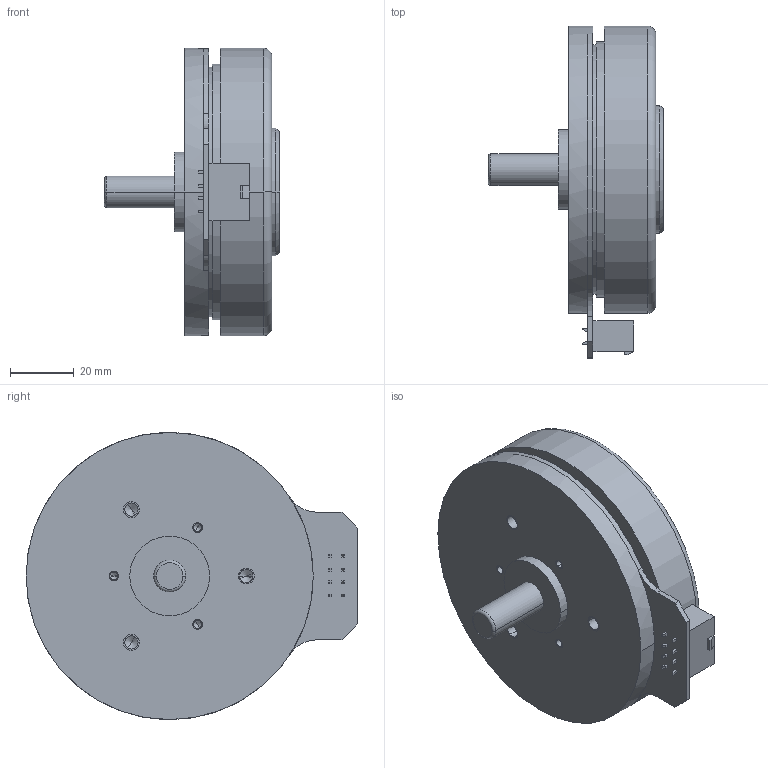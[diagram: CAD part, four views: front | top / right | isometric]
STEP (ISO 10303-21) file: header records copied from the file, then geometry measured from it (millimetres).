
FILE_DESCRIPTION((''),'2;1');
FILE_NAME('1134536','2010-03-10T',('MMAGBRD'),(''),'PRO/ENGINEER BY PARAMETRIC TECHNOLOGY CORPORATION, 2009230','PRO/ENGINEER BY PARAMETRIC TECHNOLOGY CORPORATION, 2009230','');
FILE_SCHEMA(('CONFIG_CONTROL_DESIGN'));
Length unit declared in the file: millimetre
Products named in the file (1): 1134536
Bounding box: 55 x 104 x 90 mm (x, y, z)
Volume: 176068.5 mm3; surface area: 28923.4 mm2
Topology: 1 solids, 7 shells, 227 faces, 556 edges, 363 vertices
Faces by surface type: plane 167, cylinder 40, cone 14, torus 6
Entity records: 6684 total; most frequent: CARTESIAN_POINT 1267, DIRECTION 1089, ORIENTED_EDGE 1064, EDGE_CURVE 544, VECTOR 431, LINE 431, VERTEX_POINT 363, AXIS2_PLACEMENT_3D 329
